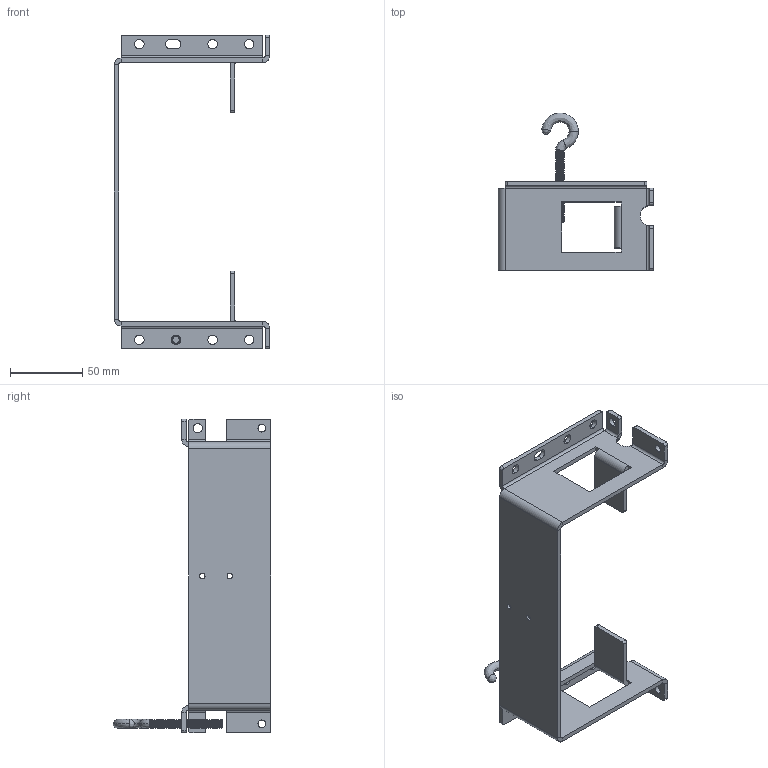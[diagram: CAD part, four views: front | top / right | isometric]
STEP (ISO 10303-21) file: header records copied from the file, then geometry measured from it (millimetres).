
FILE_DESCRIPTION (( 'STEP AP214' ), '1' );
FILE_NAME ('am-2718-Battery Tray.STEP', '2014-02-10T20:33:00', ( '' ), ( '' ), 'SwSTEP 2.0', 'SolidWorks 2010', '' );
FILE_SCHEMA (( 'AUTOMOTIVE_DESIGN' ));
Length unit declared in the file: inch
Products named in the file (4): Battery Tray; Battery Bracket; 14-20 Open Eye Bolt 9490T4; am-2718-Battery Tray
Assembly tree (3 placements, depth 3):
  am-2718-Battery Tray
    Battery Tray
      Battery Bracket
      14-20 Open Eye Bolt 9490T4
Bounding box: 107.95 x 109.52 x 217.74 mm (x, y, z)
Volume: 85679.7 mm3; surface area: 60612.8 mm2
Topology: 2 solids, 2 shells, 327 faces, 891 edges, 566 vertices
Faces by surface type: cylinder 224, plane 80, bspline 16, cone 7
Entity records: 14975 total; most frequent: CARTESIAN_POINT 7457, ORIENTED_EDGE 1778, DIRECTION 1347, EDGE_CURVE 889, VERTEX_POINT 566, AXIS2_PLACEMENT_3D 478, LINE 391, VECTOR 391
